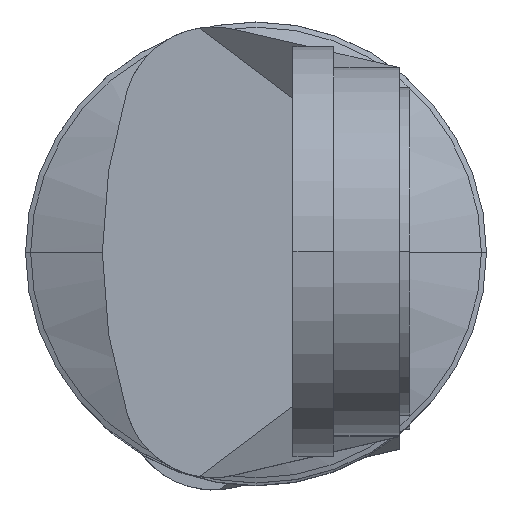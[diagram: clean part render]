
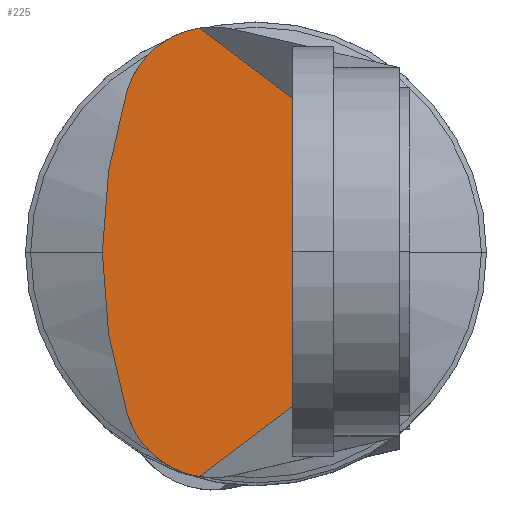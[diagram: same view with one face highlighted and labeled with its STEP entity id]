
A CAD part, top view. The second image highlights one B-rep face of the part: STEP entity #225.
In plain terms, the highlighted planar face has unit normal (0, 0, 1).
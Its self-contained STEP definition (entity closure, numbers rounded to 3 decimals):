
#225=ADVANCED_FACE('',(#503),#502,.F.);
#502=PLANE('',#1230);
#503=FACE_OUTER_BOUND('',#1231,.T.);
#1227=CARTESIAN_POINT('',(5.058,-13.136,92.2));
#1228=DIRECTION('',(0.,0.,-1.));
#1229=DIRECTION('',(-1.,0.,0.));
#1230=AXIS2_PLACEMENT_3D('',#1227,#1228,#1229);
#1231=EDGE_LOOP('',(#1864,#1865,#1866,#1867,#1868,#1869));
#1864=ORIENTED_EDGE('',*,*,#2204,.F.);
#1865=ORIENTED_EDGE('',*,*,#2226,.F.);
#1866=ORIENTED_EDGE('',*,*,#2227,.F.);
#1867=ORIENTED_EDGE('',*,*,#2228,.F.);
#1868=ORIENTED_EDGE('',*,*,#2220,.F.);
#1869=ORIENTED_EDGE('',*,*,#2201,.F.);
#2201=EDGE_CURVE('',#2642,#2649,#2650,.T.);
#2204=EDGE_CURVE('',#2662,#2642,#2669,.T.);
#2220=EDGE_CURVE('',#2649,#2778,#2779,.T.);
#2226=EDGE_CURVE('',#2817,#2662,#2818,.T.);
#2227=EDGE_CURVE('',#2824,#2817,#2825,.T.);
#2228=EDGE_CURVE('',#2778,#2824,#2831,.T.);
#2642=VERTEX_POINT('',#3857);
#2649=VERTEX_POINT('',#3861);
#2650=CIRCLE('',#3865,26.323);
#2662=VERTEX_POINT('',#3869);
#2669=CIRCLE('',#3876,4.397);
#2778=VERTEX_POINT('',#3945);
#2779=CIRCLE('',#3949,4.397);
#2817=VERTEX_POINT('',#3967);
#2818=LINE('',#3968,#3969);
#2824=VERTEX_POINT('',#3971);
#2825=LINE('',#3972,#3973);
#2831=LINE('',#3975,#3976);
#3857=CARTESIAN_POINT('',(-6.278,-7.927,92.2));
#3861=CARTESIAN_POINT('',(-6.278,7.927,92.2));
#3862=CARTESIAN_POINT('',(18.823,0.,92.2));
#3863=DIRECTION('',(0.,0.,-1.));
#3864=DIRECTION('',(1.,0.,0.));
#3865=AXIS2_PLACEMENT_3D('',#3862,#3863,#3864);
#3869=CARTESIAN_POINT('',(-2.766,-10.947,92.2));
#3873=CARTESIAN_POINT('',(-2.085,-6.603,92.2));
#3874=DIRECTION('',(0.,0.,-1.));
#3875=DIRECTION('',(1.,0.,0.));
#3876=AXIS2_PLACEMENT_3D('',#3873,#3874,#3875);
#3945=CARTESIAN_POINT('',(-2.766,10.947,92.2));
#3946=CARTESIAN_POINT('',(-2.085,6.603,92.2));
#3947=DIRECTION('',(0.,0.,-1.));
#3948=DIRECTION('',(1.,0.,0.));
#3949=AXIS2_PLACEMENT_3D('',#3946,#3947,#3948);
#3967=CARTESIAN_POINT('',(3.8,-6.,92.2));
#3968=CARTESIAN_POINT('',(3.8,-6.,92.2));
#3969=VECTOR('',#3970,8.221);
#3970=DIRECTION('',(-0.799,-0.602,0.));
#3971=CARTESIAN_POINT('',(3.8,6.,92.2));
#3972=CARTESIAN_POINT('',(3.8,6.,92.2));
#3973=VECTOR('',#3974,12.);
#3974=DIRECTION('',(0.,-1.,0.));
#3975=CARTESIAN_POINT('',(-2.766,10.947,92.2));
#3976=VECTOR('',#3977,8.221);
#3977=DIRECTION('',(0.799,-0.602,0.));
